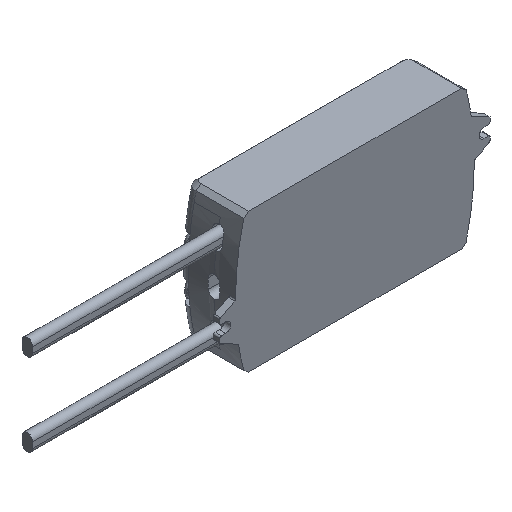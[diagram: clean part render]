
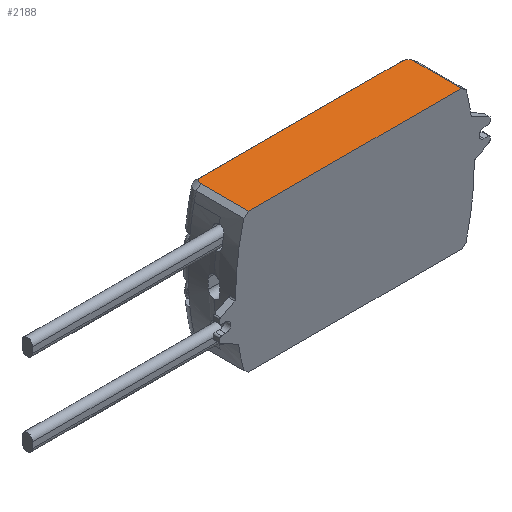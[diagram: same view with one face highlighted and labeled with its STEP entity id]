
A CAD part, isometric view. The second image highlights one B-rep face of the part: STEP entity #2188.
In plain terms, the highlighted planar face has unit normal (0, 0, 1).
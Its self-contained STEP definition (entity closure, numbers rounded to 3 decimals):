
#20 = DIRECTION ( 'NONE',  ( 0., 1., 0. ) ) ;
#126 = EDGE_CURVE ( 'NONE', #2978, #2912, #3179, .T. ) ;
#206 = CARTESIAN_POINT ( 'NONE',  ( 34.352, 7.172, 22.75 ) ) ;
#224 = CARTESIAN_POINT ( 'NONE',  ( 33.056, 7.9, 22.75 ) ) ;
#234 = CARTESIAN_POINT ( 'NONE',  ( -34.764, 6., 22.75 ) ) ;
#306 = ORIENTED_EDGE ( 'NONE', *, *, #126, .T. ) ;
#400 = EDGE_CURVE ( 'NONE', #1632, #4066, #3968, .T. ) ;
#460 = CARTESIAN_POINT ( 'NONE',  ( -34.764, 9.5, 22.75 ) ) ;
#494 = DIRECTION ( 'NONE',  ( 0., -1., 0. ) ) ;
#593 = CARTESIAN_POINT ( 'NONE',  ( -32.802, 7.9, 22.75 ) ) ;
#692 = VECTOR ( 'NONE', #890, 1000. ) ;
#730 = B_SPLINE_CURVE_WITH_KNOTS ( 'NONE', 3,
 ( #4106, #4511, #2173, #4913, #2143, #206, #4875, #2928, #2561, #3369, #4089, #1348, #968, #4483, #224, #4893 ),
 .UNSPECIFIED., .F., .F.,
 ( 4, 2, 2, 2, 2, 2, 2, 4 ),
 ( 0., 0.25, 0.375, 0.5, 0.562, 0.625, 0.75, 1. ),
 .UNSPECIFIED. ) ;
#796 = ORIENTED_EDGE ( 'NONE', *, *, #2239, .T. ) ;
#858 = DIRECTION ( 'NONE',  ( 0., 0., -1. ) ) ;
#890 = DIRECTION ( 'NONE',  ( 1., 0., 0. ) ) ;
#936 = CARTESIAN_POINT ( 'NONE',  ( -34.764, -9.5, 22.75 ) ) ;
#950 = ORIENTED_EDGE ( 'NONE', *, *, #3998, .T. ) ;
#968 = CARTESIAN_POINT ( 'NONE',  ( 33.66, 7.713, 22.75 ) ) ;
#1027 = B_SPLINE_CURVE_WITH_KNOTS ( 'NONE', 3,
 ( #593, #3682, #4920, #4863, #4081, #1726, #2164, #2552, #2570, #234 ),
 .UNSPECIFIED., .F., .F.,
 ( 4, 2, 2, 2, 4 ),
 ( 0., 0.25, 0.5, 0.75, 1. ),
 .UNSPECIFIED. ) ;
#1030 = LINE ( 'NONE', #2872, #1393 ) ;
#1197 = ORIENTED_EDGE ( 'NONE', *, *, #400, .T. ) ;
#1348 = CARTESIAN_POINT ( 'NONE',  ( 33.773, 7.656, 22.75 ) ) ;
#1357 = CARTESIAN_POINT ( 'NONE',  ( 32.802, 7.9, 22.75 ) ) ;
#1393 = VECTOR ( 'NONE', #4035, 1000. ) ;
#1612 = CARTESIAN_POINT ( 'NONE',  ( -36., 9.5, 22.75 ) ) ;
#1632 = VERTEX_POINT ( 'NONE', #4125 ) ;
#1726 = CARTESIAN_POINT ( 'NONE',  ( -34.363, 7.178, 22.75 ) ) ;
#1821 = FACE_OUTER_BOUND ( 'NONE', #3003, .T. ) ;
#1966 = EDGE_CURVE ( 'NONE', #4300, #4030, #1030, .T. ) ;
#2143 = CARTESIAN_POINT ( 'NONE',  ( 34.496, 6.967, 22.75 ) ) ;
#2164 = CARTESIAN_POINT ( 'NONE',  ( -34.509, 6.97, 22.75 ) ) ;
#2173 = CARTESIAN_POINT ( 'NONE',  ( 34.71, 6.507, 22.75 ) ) ;
#2188 = ADVANCED_FACE ( 'NONE', ( #1821 ), #2382, .F. ) ;
#2239 = EDGE_CURVE ( 'NONE', #4030, #1632, #1027, .T. ) ;
#2241 = CARTESIAN_POINT ( 'NONE',  ( 34.764, 6., 22.75 ) ) ;
#2329 = ORIENTED_EDGE ( 'NONE', *, *, #1966, .T. ) ;
#2382 = PLANE ( 'NONE',  #4437 ) ;
#2520 = LINE ( 'NONE', #3984, #692 ) ;
#2552 = CARTESIAN_POINT ( 'NONE',  ( -34.711, 6.505, 22.75 ) ) ;
#2561 = CARTESIAN_POINT ( 'NONE',  ( 34.084, 7.44, 22.75 ) ) ;
#2570 = CARTESIAN_POINT ( 'NONE',  ( -34.764, 6.254, 22.75 ) ) ;
#2746 = ORIENTED_EDGE ( 'NONE', *, *, #3662, .T. ) ;
#2872 = CARTESIAN_POINT ( 'NONE',  ( -36., 7.9, 22.75 ) ) ;
#2912 = VERTEX_POINT ( 'NONE', #2241 ) ;
#2925 = VECTOR ( 'NONE', #494, 1000. ) ;
#2928 = CARTESIAN_POINT ( 'NONE',  ( 34.132, 7.398, 22.75 ) ) ;
#2978 = VERTEX_POINT ( 'NONE', #4655 ) ;
#3003 = EDGE_LOOP ( 'NONE', ( #796, #1197, #950, #306, #2746, #2329 ) ) ;
#3179 = LINE ( 'NONE', #5052, #3591 ) ;
#3369 = CARTESIAN_POINT ( 'NONE',  ( 33.985, 7.517, 22.75 ) ) ;
#3591 = VECTOR ( 'NONE', #20, 1000. ) ;
#3600 = DIRECTION ( 'NONE',  ( -1., 0., 0. ) ) ;
#3662 = EDGE_CURVE ( 'NONE', #2912, #4300, #730, .T. ) ;
#3682 = CARTESIAN_POINT ( 'NONE',  ( -33.056, 7.9, 22.75 ) ) ;
#3968 = LINE ( 'NONE', #460, #2925 ) ;
#3984 = CARTESIAN_POINT ( 'NONE',  ( -36., -9.5, 22.75 ) ) ;
#3998 = EDGE_CURVE ( 'NONE', #4066, #2978, #2520, .T. ) ;
#4030 = VERTEX_POINT ( 'NONE', #4374 ) ;
#4035 = DIRECTION ( 'NONE',  ( -1., 0., 0. ) ) ;
#4066 = VERTEX_POINT ( 'NONE', #936 ) ;
#4081 = CARTESIAN_POINT ( 'NONE',  ( -33.995, 7.529, 22.75 ) ) ;
#4089 = CARTESIAN_POINT ( 'NONE',  ( 33.932, 7.555, 22.75 ) ) ;
#4106 = CARTESIAN_POINT ( 'NONE',  ( 34.764, 6., 22.75 ) ) ;
#4125 = CARTESIAN_POINT ( 'NONE',  ( -34.764, 6., 22.75 ) ) ;
#4300 = VERTEX_POINT ( 'NONE', #1357 ) ;
#4374 = CARTESIAN_POINT ( 'NONE',  ( -32.802, 7.9, 22.75 ) ) ;
#4437 = AXIS2_PLACEMENT_3D ( 'NONE', #1612, #858, #3600 ) ;
#4483 = CARTESIAN_POINT ( 'NONE',  ( 33.308, 7.852, 22.75 ) ) ;
#4511 = CARTESIAN_POINT ( 'NONE',  ( 34.764, 6.255, 22.75 ) ) ;
#4655 = CARTESIAN_POINT ( 'NONE',  ( 34.764, -9.5, 22.75 ) ) ;
#4863 = CARTESIAN_POINT ( 'NONE',  ( -33.78, 7.666, 22.75 ) ) ;
#4875 = CARTESIAN_POINT ( 'NONE',  ( 34.269, 7.268, 22.75 ) ) ;
#4893 = CARTESIAN_POINT ( 'NONE',  ( 32.802, 7.9, 22.75 ) ) ;
#4913 = CARTESIAN_POINT ( 'NONE',  ( 34.559, 6.855, 22.75 ) ) ;
#4920 = CARTESIAN_POINT ( 'NONE',  ( -33.309, 7.852, 22.75 ) ) ;
#5052 = CARTESIAN_POINT ( 'NONE',  ( 34.764, 9.5, 22.75 ) ) ;
